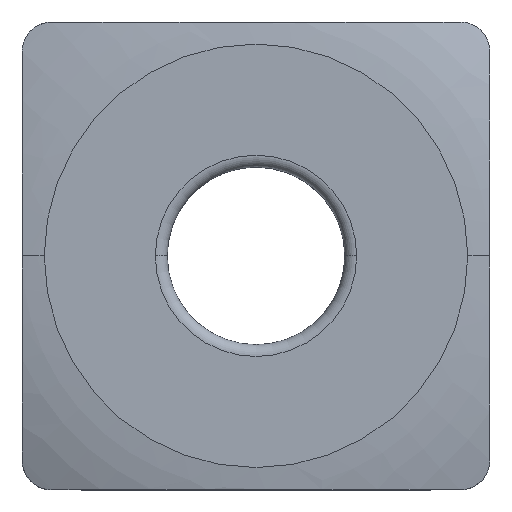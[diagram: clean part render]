
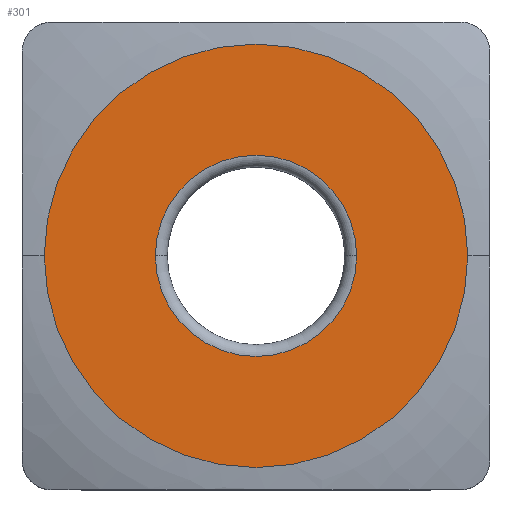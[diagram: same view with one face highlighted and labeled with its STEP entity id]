
A CAD part, top view. The second image highlights one B-rep face of the part: STEP entity #301.
In plain terms, the highlighted planar face has unit normal (0, 0, 1).
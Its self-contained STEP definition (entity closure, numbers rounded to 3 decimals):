
#21 = EDGE_CURVE ( 'NONE', #1721, #767, #1778, .T. ) ;
#152 = DIRECTION ( 'NONE',  ( -1., 0., 0. ) ) ;
#165 = CARTESIAN_POINT ( 'NONE',  ( 0., 0., 2.9 ) ) ;
#221 = ORIENTED_EDGE ( 'NONE', *, *, #752, .T. ) ;
#238 = DIRECTION ( 'NONE',  ( -1., 0., 0. ) ) ;
#301 = ADVANCED_FACE ( 'NONE', ( #1145, #761 ), #1123, .F. ) ;
#334 = AXIS2_PLACEMENT_3D ( 'NONE', #165, #1519, #1680 ) ;
#337 = ORIENTED_EDGE ( 'NONE', *, *, #21, .T. ) ;
#369 = EDGE_CURVE ( 'NONE', #1173, #1024, #1207, .T. ) ;
#426 = CIRCLE ( 'NONE', #853, 3.577 ) ;
#451 = DIRECTION ( 'NONE',  ( 0., 0., -1. ) ) ;
#452 = CARTESIAN_POINT ( 'NONE',  ( -1.7, 0., 2.9 ) ) ;
#479 = AXIS2_PLACEMENT_3D ( 'NONE', #1748, #1265, #1285 ) ;
#486 = ORIENTED_EDGE ( 'NONE', *, *, #995, .T. ) ;
#582 = CARTESIAN_POINT ( 'NONE',  ( 3.577, 0., 2.9 ) ) ;
#624 = CARTESIAN_POINT ( 'NONE',  ( -3.577, 0., 2.9 ) ) ;
#752 = EDGE_CURVE ( 'NONE', #767, #1721, #864, .T. ) ;
#755 = DIRECTION ( 'NONE',  ( -1., 0., 0. ) ) ;
#761 = FACE_OUTER_BOUND ( 'NONE', #978, .T. ) ;
#764 = CARTESIAN_POINT ( 'NONE',  ( 0., 0., 2.9 ) ) ;
#767 = VERTEX_POINT ( 'NONE', #854 ) ;
#853 = AXIS2_PLACEMENT_3D ( 'NONE', #1682, #1824, #755 ) ;
#854 = CARTESIAN_POINT ( 'NONE',  ( 1.7, 0., 2.9 ) ) ;
#864 = CIRCLE ( 'NONE', #886, 1.7 ) ;
#886 = AXIS2_PLACEMENT_3D ( 'NONE', #1918, #1006, #238 ) ;
#906 = AXIS2_PLACEMENT_3D ( 'NONE', #764, #451, #152 ) ;
#978 = EDGE_LOOP ( 'NONE', ( #486, #1124 ) ) ;
#995 = EDGE_CURVE ( 'NONE', #1024, #1173, #426, .T. ) ;
#1006 = DIRECTION ( 'NONE',  ( 0., 0., -1. ) ) ;
#1024 = VERTEX_POINT ( 'NONE', #624 ) ;
#1123 = PLANE ( 'NONE',  #479 ) ;
#1124 = ORIENTED_EDGE ( 'NONE', *, *, #369, .T. ) ;
#1145 = FACE_BOUND ( 'NONE', #1804, .T. ) ;
#1173 = VERTEX_POINT ( 'NONE', #582 ) ;
#1207 = CIRCLE ( 'NONE', #334, 3.577 ) ;
#1265 = DIRECTION ( 'NONE',  ( 0., 0., -1. ) ) ;
#1285 = DIRECTION ( 'NONE',  ( -1., 0., 0. ) ) ;
#1519 = DIRECTION ( 'NONE',  ( 0., 0., 1. ) ) ;
#1680 = DIRECTION ( 'NONE',  ( -1., 0., 0. ) ) ;
#1682 = CARTESIAN_POINT ( 'NONE',  ( 0., 0., 2.9 ) ) ;
#1721 = VERTEX_POINT ( 'NONE', #452 ) ;
#1748 = CARTESIAN_POINT ( 'NONE',  ( 0., 0., 2.9 ) ) ;
#1778 = CIRCLE ( 'NONE', #906, 1.7 ) ;
#1804 = EDGE_LOOP ( 'NONE', ( #337, #221 ) ) ;
#1824 = DIRECTION ( 'NONE',  ( 0., 0., 1. ) ) ;
#1918 = CARTESIAN_POINT ( 'NONE',  ( 0., 0., 2.9 ) ) ;
